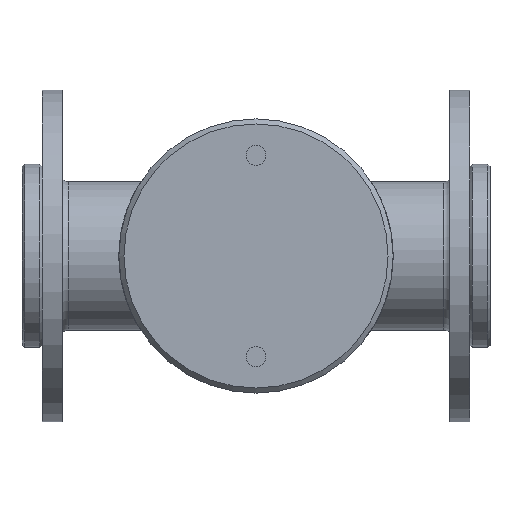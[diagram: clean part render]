
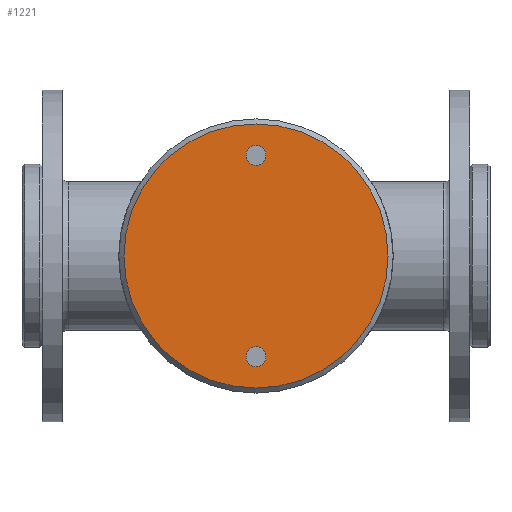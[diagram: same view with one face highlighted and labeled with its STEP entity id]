
A CAD part, front view. The second image highlights one B-rep face of the part: STEP entity #1221.
In plain terms, the highlighted planar face has unit normal (0, -1, 0).
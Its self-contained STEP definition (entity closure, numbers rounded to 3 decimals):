
#110 = AXIS2_PLACEMENT_3D ( 'NONE', #3085, #2329, #3313 ) ;
#112 = CARTESIAN_POINT ( 'NONE',  ( 0., 0., 40. ) ) ;
#140 = EDGE_CURVE ( 'NONE', #2430, #2430, #1777, .T. ) ;
#399 = AXIS2_PLACEMENT_3D ( 'NONE', #112, #1918, #2225 ) ;
#439 = CIRCLE ( 'NONE', #766, 3.969 ) ;
#453 = CARTESIAN_POINT ( 'NONE',  ( 0., 0., 36.031 ) ) ;
#499 = DIRECTION ( 'NONE',  ( 0., 0., 1. ) ) ;
#700 = VERTEX_POINT ( 'NONE', #453 ) ;
#766 = AXIS2_PLACEMENT_3D ( 'NONE', #2500, #2973, #2481 ) ;
#870 = AXIS2_PLACEMENT_3D ( 'NONE', #1814, #2834, #499 ) ;
#950 = ORIENTED_EDGE ( 'NONE', *, *, #2171, .F. ) ;
#991 = EDGE_LOOP ( 'NONE', ( #950 ) ) ;
#1015 = PLANE ( 'NONE',  #870 ) ;
#1155 = CARTESIAN_POINT ( 'NONE',  ( 0., 0., 52.5 ) ) ;
#1221 = ADVANCED_FACE ( 'NONE', ( #2110, #2012, #1716 ), #1015, .F. ) ;
#1537 = EDGE_CURVE ( 'NONE', #2773, #2773, #439, .T. ) ;
#1709 = EDGE_LOOP ( 'NONE', ( #3184 ) ) ;
#1716 = FACE_BOUND ( 'NONE', #1709, .T. ) ;
#1777 = CIRCLE ( 'NONE', #110, 52.5 ) ;
#1814 = CARTESIAN_POINT ( 'NONE',  ( 0., 0., 0. ) ) ;
#1918 = DIRECTION ( 'NONE',  ( 0., -1., 0. ) ) ;
#2012 = FACE_BOUND ( 'NONE', #991, .T. ) ;
#2110 = FACE_OUTER_BOUND ( 'NONE', #3219, .T. ) ;
#2171 = EDGE_CURVE ( 'NONE', #700, #700, #2898, .T. ) ;
#2225 = DIRECTION ( 'NONE',  ( 0., 0., -1. ) ) ;
#2329 = DIRECTION ( 'NONE',  ( 0., -1., 0. ) ) ;
#2430 = VERTEX_POINT ( 'NONE', #1155 ) ;
#2431 = ORIENTED_EDGE ( 'NONE', *, *, #140, .T. ) ;
#2481 = DIRECTION ( 'NONE',  ( 0., 0., -1. ) ) ;
#2500 = CARTESIAN_POINT ( 'NONE',  ( 0., 0., -40. ) ) ;
#2546 = CARTESIAN_POINT ( 'NONE',  ( 0., 0., -43.969 ) ) ;
#2773 = VERTEX_POINT ( 'NONE', #2546 ) ;
#2834 = DIRECTION ( 'NONE',  ( 0., 1., 0. ) ) ;
#2898 = CIRCLE ( 'NONE', #399, 3.969 ) ;
#2973 = DIRECTION ( 'NONE',  ( 0., -1., 0. ) ) ;
#3085 = CARTESIAN_POINT ( 'NONE',  ( 0., 0., 0. ) ) ;
#3184 = ORIENTED_EDGE ( 'NONE', *, *, #1537, .F. ) ;
#3219 = EDGE_LOOP ( 'NONE', ( #2431 ) ) ;
#3313 = DIRECTION ( 'NONE',  ( 0., 0., 1. ) ) ;
